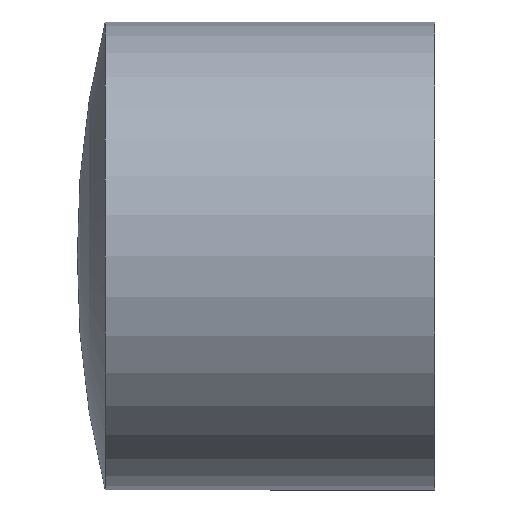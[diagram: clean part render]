
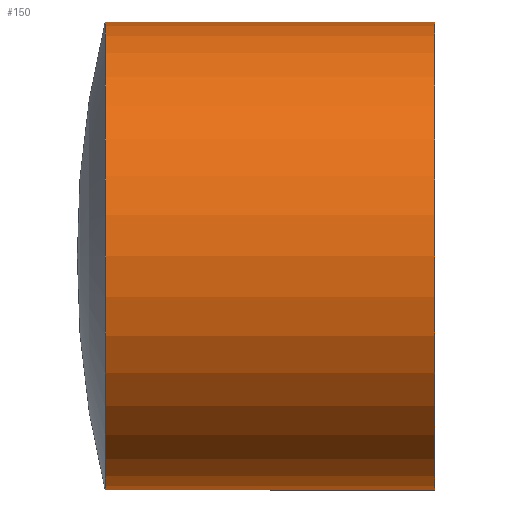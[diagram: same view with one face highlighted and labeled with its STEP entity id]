
A CAD part, left-side view. The second image highlights one B-rep face of the part: STEP entity #150.
In plain terms, the highlighted cylindrical face has radius 70 mm (diameter 140 mm), a partial arc.
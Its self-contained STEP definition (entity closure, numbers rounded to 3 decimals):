
#9 = CARTESIAN_POINT ( 'NONE',  ( 0., 0., 70. ) ) ;
#30 = ORIENTED_EDGE ( 'NONE', *, *, #73, .F. ) ;
#32 = ORIENTED_EDGE ( 'NONE', *, *, #109, .T. ) ;
#35 = ORIENTED_EDGE ( 'NONE', *, *, #209, .T. ) ;
#37 = ORIENTED_EDGE ( 'NONE', *, *, #217, .F. ) ;
#43 = DIRECTION ( 'NONE',  ( 0., 0., -1. ) ) ;
#46 = CARTESIAN_POINT ( 'NONE',  ( 0., 0., 70. ) ) ;
#56 = EDGE_LOOP ( 'NONE', ( #30, #32, #35, #37 ) ) ;
#59 = VERTEX_POINT ( 'NONE', #66 ) ;
#61 = VERTEX_POINT ( 'NONE', #133 ) ;
#66 = CARTESIAN_POINT ( 'NONE',  ( 0., 0., -70. ) ) ;
#70 = CARTESIAN_POINT ( 'NONE',  ( 0., 0., 0. ) ) ;
#73 = EDGE_CURVE ( 'NONE', #61, #151, #227, .T. ) ;
#76 = DIRECTION ( 'NONE',  ( 0., -1., 0. ) ) ;
#98 = CARTESIAN_POINT ( 'NONE',  ( 0., 0., -70. ) ) ;
#109 = EDGE_CURVE ( 'NONE', #61, #287, #204, .T. ) ;
#112 = DIRECTION ( 'NONE',  ( 0., -1., 0. ) ) ;
#117 = AXIS2_PLACEMENT_3D ( 'NONE', #280, #76, #168 ) ;
#118 = CIRCLE ( 'NONE', #117, 70. ) ;
#132 = VECTOR ( 'NONE', #188, 1000. ) ;
#133 = CARTESIAN_POINT ( 'NONE',  ( 0., 98.564, 70. ) ) ;
#150 = ADVANCED_FACE ( 'NONE', ( #184 ), #276, .T. ) ;
#151 = VERTEX_POINT ( 'NONE', #46 ) ;
#160 = CARTESIAN_POINT ( 'NONE',  ( 0., 98.564, 0. ) ) ;
#163 = DIRECTION ( 'NONE',  ( 0., -1., 0. ) ) ;
#168 = DIRECTION ( 'NONE',  ( 0., 0., -1. ) ) ;
#174 = AXIS2_PLACEMENT_3D ( 'NONE', #70, #163, #254 ) ;
#184 = FACE_OUTER_BOUND ( 'NONE', #56, .T. ) ;
#188 = DIRECTION ( 'NONE',  ( 0., -1., 0. ) ) ;
#197 = AXIS2_PLACEMENT_3D ( 'NONE', #160, #252, #43 ) ;
#204 = CIRCLE ( 'NONE', #197, 70. ) ;
#209 = EDGE_CURVE ( 'NONE', #287, #59, #298, .T. ) ;
#217 = EDGE_CURVE ( 'NONE', #151, #59, #118, .T. ) ;
#225 = VECTOR ( 'NONE', #112, 1000. ) ;
#227 = LINE ( 'NONE', #9, #225 ) ;
#252 = DIRECTION ( 'NONE',  ( 0., -1., 0. ) ) ;
#254 = DIRECTION ( 'NONE',  ( 0., 0., -1. ) ) ;
#264 = CARTESIAN_POINT ( 'NONE',  ( 0., 98.564, -70. ) ) ;
#276 = CYLINDRICAL_SURFACE ( 'NONE', #174, 70. ) ;
#280 = CARTESIAN_POINT ( 'NONE',  ( 0., 0., 0. ) ) ;
#287 = VERTEX_POINT ( 'NONE', #264 ) ;
#298 = LINE ( 'NONE', #98, #132 ) ;
